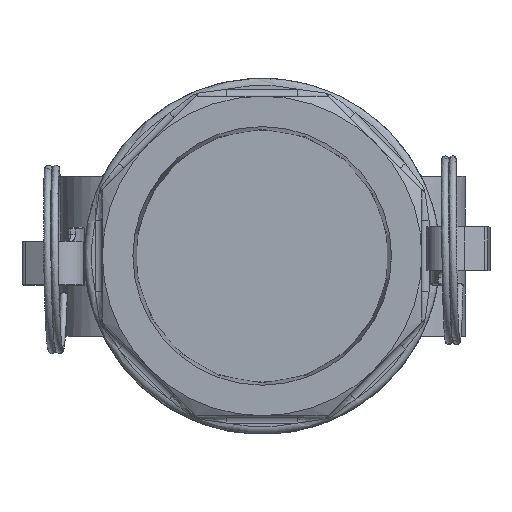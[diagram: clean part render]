
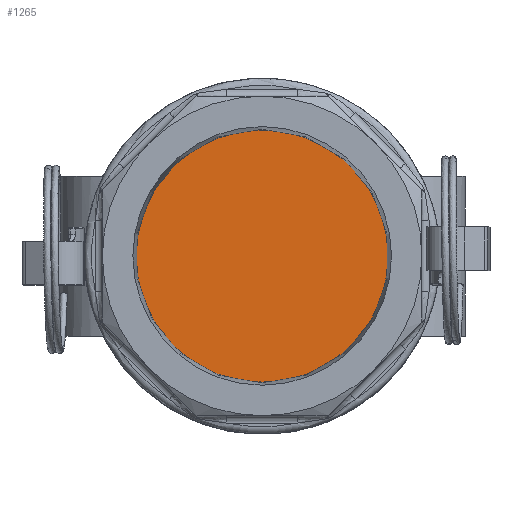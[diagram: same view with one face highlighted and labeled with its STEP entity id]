
A CAD part, top view. The second image highlights one B-rep face of the part: STEP entity #1265.
In plain terms, the highlighted planar face has unit normal (0, 0, 1).
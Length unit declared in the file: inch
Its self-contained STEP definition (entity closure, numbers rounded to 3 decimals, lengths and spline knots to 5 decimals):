
#67 = CARTESIAN_POINT ( 'NONE',  ( 0., 0., 4.1375 ) ) ;
#657 = VERTEX_POINT ( 'NONE', #10901 ) ;
#1265 = ADVANCED_FACE ( 'NONE', ( #3755 ), #17041, .T. ) ;
#1266 = CARTESIAN_POINT ( 'NONE',  ( 0., 0., 4.1375 ) ) ;
#1382 = DIRECTION ( 'NONE',  ( 0., -1., 0. ) ) ;
#2576 = DIRECTION ( 'NONE',  ( 0., 0., 1. ) ) ;
#3755 = FACE_OUTER_BOUND ( 'NONE', #9909, .T. ) ;
#3963 = AXIS2_PLACEMENT_3D ( 'NONE', #67, #9264, #1382 ) ;
#4865 = ORIENTED_EDGE ( 'NONE', *, *, #11761, .F. ) ;
#5659 = CIRCLE ( 'NONE', #3963, 1.08479 ) ;
#9264 = DIRECTION ( 'NONE',  ( 0., 0., -1. ) ) ;
#9909 = EDGE_LOOP ( 'NONE', ( #4865 ) ) ;
#10901 = CARTESIAN_POINT ( 'NONE',  ( 0., -1.08479, 4.1375 ) ) ;
#11761 = EDGE_CURVE ( 'NONE', #657, #657, #5659, .T. ) ;
#11781 = DIRECTION ( 'NONE',  ( 1., 0., 0. ) ) ;
#11975 = AXIS2_PLACEMENT_3D ( 'NONE', #1266, #2576, #11781 ) ;
#17041 = PLANE ( 'NONE',  #11975 ) ;
